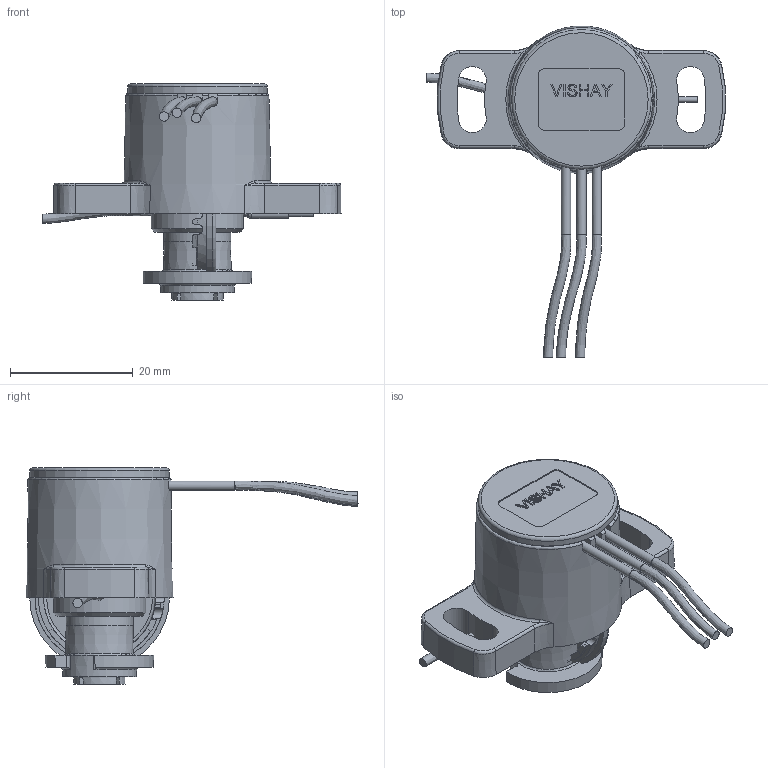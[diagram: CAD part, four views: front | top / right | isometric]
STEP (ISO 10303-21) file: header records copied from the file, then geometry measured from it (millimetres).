
FILE_DESCRIPTION( ( 'Unknown' ), '1' );
FILE_NAME( '981HE-0-W-A-8H01_-.stp', 'Unknown', ( 'Unknown' ), ( 'Unknown' ), 'PSStep 10.0', 'Unknown', ' ' );
FILE_SCHEMA( ( 'automotive_design' ) );
Length unit declared in the file: millimetre
Products named in the file (6): Assem1; fil; fil-oa0; cc00273_-; cn00253; CB00527b
Bounding box: 48.6 x 53.99 x 35.15 mm (x, y, z)
Volume: 14327.8 mm3; surface area: 15912.5 mm2
Topology: 11 solids, 11 shells, 892 faces, 2297 edges, 1430 vertices
Faces by surface type: plane 417, cylinder 165, cone 96, bspline 88, torus 78, sphere 32, extrusion 16
Full cylindrical faces by diameter (mm): 0.87 x5, 1.52 x10, 10.9 x2, 11 x2, 15 x2, 17.8 x2, 21 x2, 22 x2, 22.7 x2
Entity records: 16344 total; most frequent: CARTESIAN_POINT 5885, ORIENTED_EDGE 2130, DIRECTION 1952, EDGE_CURVE 1065, AXIS2_PLACEMENT_3D 808, VERTEX_POINT 694, EDGE_LOOP 505, FACE_OUTER_BOUND 470
